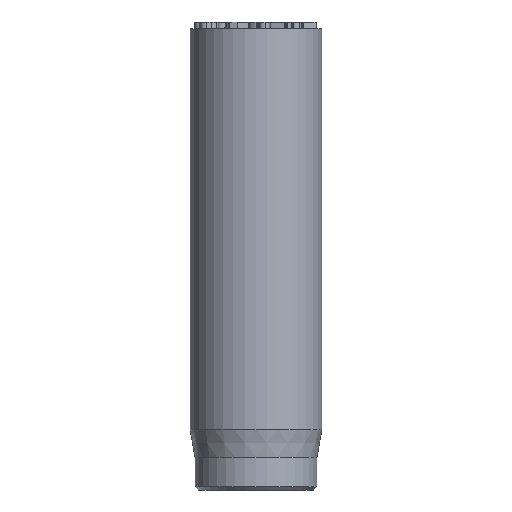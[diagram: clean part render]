
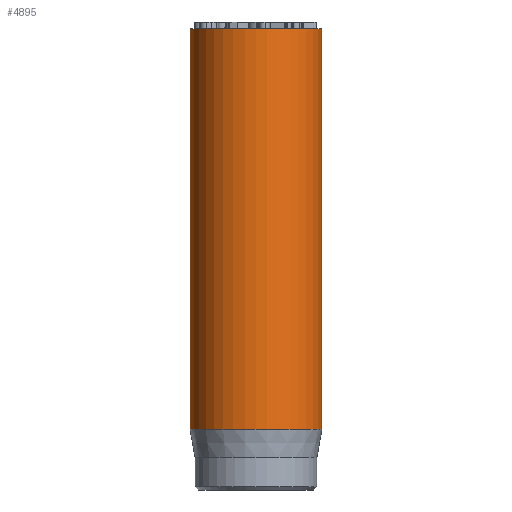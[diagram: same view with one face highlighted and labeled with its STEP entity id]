
A CAD part, front view. The second image highlights one B-rep face of the part: STEP entity #4895.
In plain terms, the highlighted cylindrical face has radius 2 mm (diameter 4 mm), a full revolution.
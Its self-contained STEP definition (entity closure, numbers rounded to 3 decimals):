
#42=CYLINDRICAL_SURFACE('',#5099,2.);
#45=CIRCLE('',#5069,2.);
#59=CIRCLE('',#5097,2.);
#60=CIRCLE('',#5098,2.);
#401=FACE_OUTER_BOUND('',#691,.T.);
#691=EDGE_LOOP('',(#4207,#4208,#4209,#4210,#4211));
#1042=LINE('',#8881,#1411);
#1411=VECTOR('',#5617,2.);
#2200=VERTEX_POINT('',#8826);
#2214=VERTEX_POINT('',#8875);
#2215=VERTEX_POINT('',#8876);
#2874=EDGE_CURVE('',#2200,#2200,#45,.T.);
#2895=EDGE_CURVE('',#2214,#2215,#59,.T.);
#2896=EDGE_CURVE('',#2215,#2214,#60,.T.);
#2898=EDGE_CURVE('',#2200,#2214,#1042,.T.);
#4207=ORIENTED_EDGE('',*,*,#2874,.T.);
#4208=ORIENTED_EDGE('',*,*,#2898,.T.);
#4209=ORIENTED_EDGE('',*,*,#2895,.T.);
#4210=ORIENTED_EDGE('',*,*,#2896,.T.);
#4211=ORIENTED_EDGE('',*,*,#2898,.F.);
#4895=ADVANCED_FACE('',(#401),#42,.T.);
#5069=AXIS2_PLACEMENT_3D('',#8827,#5547,#5548);
#5097=AXIS2_PLACEMENT_3D('',#8877,#5610,#5611);
#5098=AXIS2_PLACEMENT_3D('',#8878,#5612,#5613);
#5099=AXIS2_PLACEMENT_3D('',#8880,#5615,#5616);
#5547=DIRECTION('center_axis',(0.,0.,-1.));
#5548=DIRECTION('ref_axis',(-1.,0.,0.));
#5610=DIRECTION('center_axis',(0.,0.,1.));
#5611=DIRECTION('ref_axis',(-1.,0.,0.));
#5612=DIRECTION('center_axis',(0.,0.,1.));
#5613=DIRECTION('ref_axis',(-1.,0.,0.));
#5615=DIRECTION('center_axis',(0.,0.,1.));
#5616=DIRECTION('ref_axis',(-1.,0.,0.));
#5617=DIRECTION('',(0.,0.,-1.));
#8826=CARTESIAN_POINT('',(2.,0.,14.));
#8827=CARTESIAN_POINT('Origin',(0.,0.,14.));
#8875=CARTESIAN_POINT('',(2.,0.,1.851));
#8876=CARTESIAN_POINT('',(-2.,0.,1.851));
#8877=CARTESIAN_POINT('Origin',(0.,0.,1.851));
#8878=CARTESIAN_POINT('Origin',(0.,0.,1.851));
#8880=CARTESIAN_POINT('Origin',(0.,0.,0.));
#8881=CARTESIAN_POINT('',(2.,0.,0.));
